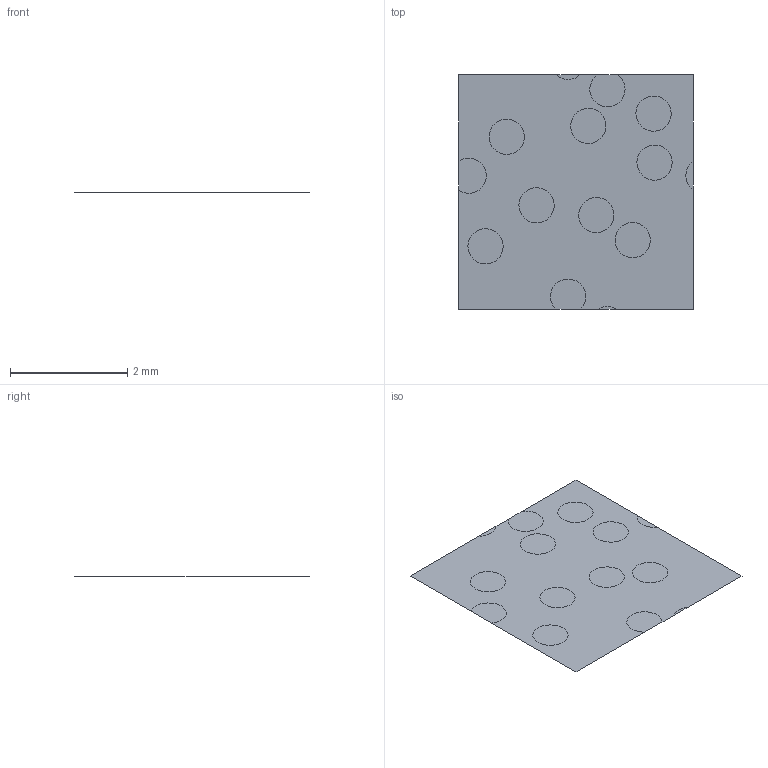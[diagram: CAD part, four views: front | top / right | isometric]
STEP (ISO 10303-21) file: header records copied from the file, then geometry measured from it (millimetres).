
FILE_DESCRIPTION(('Open CASCADE Model'),'2;1');
FILE_NAME('Open CASCADE Shape Model','2021-11-23T09:50:13',('Author'),( 'Open CASCADE'),'Open CASCADE STEP processor 7.6','Open CASCADE 7.6' ,'Unknown');
FILE_SCHEMA(('AUTOMOTIVE_DESIGN { 1 0 10303 214 1 1 1 1 }'));
Length unit declared in the file: millimetre
Products named in the file (16): Open CASCADE STEP translator 7.6 4; Open CASCADE STEP translator 7.6 4.1; Open CASCADE STEP translator 7.6 4.2; Open CASCADE STEP translator 7.6 4.3; Open CASCADE STEP translator 7.6 4.4; Open CASCADE STEP translator 7.6 4.5; Open CASCADE STEP translator 7.6 4.6; Open CASCADE STEP translator 7.6 4.7; Open CASCADE STEP translator 7.6 4.8; Open CASCADE STEP translator 7.6 4.9; Open CASCADE STEP translator 7.6 4.10; Open CASCADE STEP translator 7.6 4.11; Open CASCADE STEP translator 7.6 4.12; Open CASCADE STEP translator 7.6 4.13; Open CASCADE STEP translator 7.6 4.14; Open CASCADE STEP translator 7.6 4.15
Assembly tree (15 placements, depth 2):
  Open CASCADE STEP translator 7.6 4
    Open CASCADE STEP translator 7.6 4.1
    Open CASCADE STEP translator 7.6 4.2
    Open CASCADE STEP translator 7.6 4.3
    Open CASCADE STEP translator 7.6 4.4
    Open CASCADE STEP translator 7.6 4.5
    Open CASCADE STEP translator 7.6 4.6
    Open CASCADE STEP translator 7.6 4.7
    Open CASCADE STEP translator 7.6 4.8
    Open CASCADE STEP translator 7.6 4.9
    Open CASCADE STEP translator 7.6 4.10
    Open CASCADE STEP translator 7.6 4.11
    Open CASCADE STEP translator 7.6 4.12
    Open CASCADE STEP translator 7.6 4.13
    Open CASCADE STEP translator 7.6 4.14
    Open CASCADE STEP translator 7.6 4.15
Bounding box: 4 x 4 x 0 mm (x, y, z)
Surface area: 16 mm2 (no closed solid volume)
Topology: 0 solids, 15 shells, 15 faces, 50 edges, 50 vertices
Faces by surface type: plane 15
Entity records: 1236 total; most frequent: DIRECTION 196, CARTESIAN_POINT 181, AXIS2_PLACEMENT_3D 65, ORIENTED_EDGE 50, EDGE_CURVE 50, VERTEX_POINT 50, SURFACE_CURVE 50, PCURVE 50
